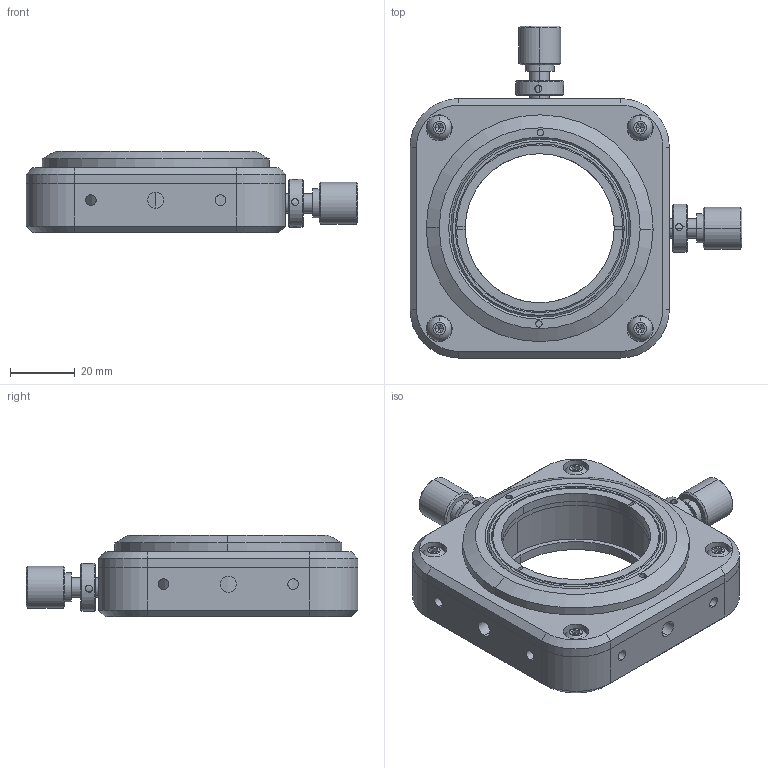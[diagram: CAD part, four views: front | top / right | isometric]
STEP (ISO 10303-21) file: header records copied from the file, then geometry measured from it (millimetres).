
FILE_DESCRIPTION (( 'STEP AP203' ), '1' );
FILE_NAME ('NLXY50.8-0.STEP', '2019-05-05T03:38:16', ( 'User' ), ( 'User' ), 'SwSTEP 2.0', 'SolidWorks 2016', '' );
FILE_SCHEMA (( 'CONFIG_CONTROL_DESIGN' ));
Length unit declared in the file: millimetre
Products named in the file (1): NLXY50.8-0
Bounding box: 102.41 x 102.41 x 25 mm (x, y, z)
Surface area: 26433 mm2 (no closed solid volume)
Topology: 0 solids, 18 shells, 282 faces, 949 edges, 698 vertices
Faces by surface type: plane 137, cylinder 90, cone 47, sphere 8
Entity records: 10612 total; most frequent: CARTESIAN_POINT 2222, DIRECTION 1763, ORIENTED_EDGE 1483, EDGE_CURVE 949, VERTEX_POINT 698, VECTOR 645, LINE 645, AXIS2_PLACEMENT_3D 559
